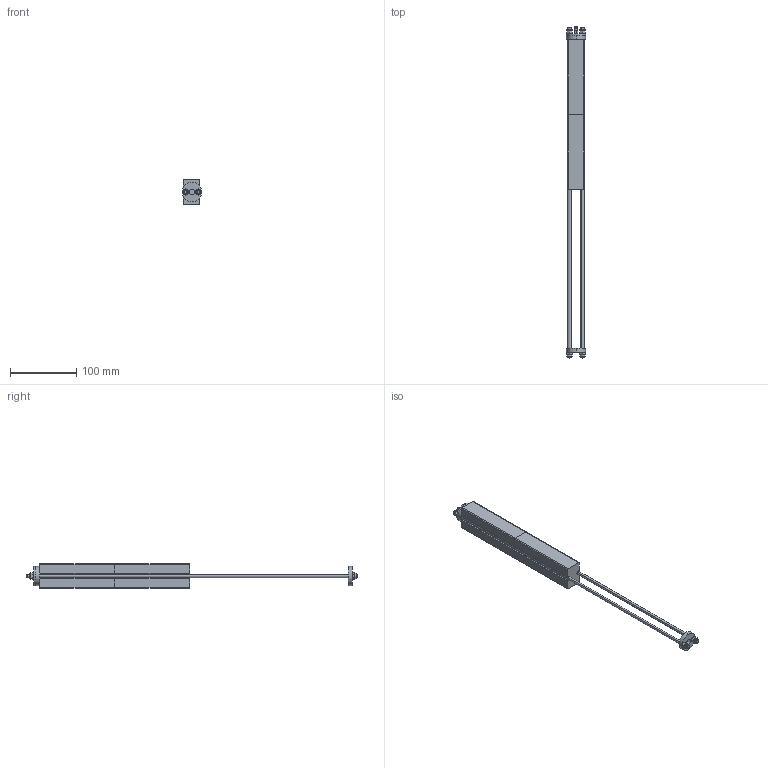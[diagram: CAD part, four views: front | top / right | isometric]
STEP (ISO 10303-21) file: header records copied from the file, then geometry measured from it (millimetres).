
FILE_DESCRIPTION (( 'STEP AP203' ), '1' );
FILE_NAME ('084.521.007.STEP', '2016-06-01T09:33:58', ( 'Utente' ), ( '' ), 'SwSTEP 2.0', 'SolidWorks 2016', '' );
FILE_SCHEMA (( 'CONFIG_CONTROL_DESIGN' ));
Length unit declared in the file: millimetre
Products named in the file (7): 084.521.005; 084.521.102; 084.521.112; ISO 7040-M5-C_ISO 7040-M5-C; 084.521.101; 084.521.007; 084.521.103
Assembly tree (12 placements, depth 2):
  084.521.007
    084.521.101
    084.521.103  x2
    084.521.005  x2
    084.521.102
    084.521.112  x2
    ISO 7040-M5-C_ISO 7040-M5-C  x4
Bounding box: 29 x 502.5 x 37 mm (x, y, z)
Volume: 227130.8 mm3; surface area: 57647.6 mm2
Topology: 12 solids, 12 shells, 404 faces, 868 edges, 492 vertices
Faces by surface type: cone 176, cylinder 147, plane 73, torus 8
Entity records: 4858 total; most frequent: CARTESIAN_POINT 860, DIRECTION 715, ORIENTED_EDGE 602, EDGE_CURVE 301, AXIS2_PLACEMENT_3D 293, VERTEX_POINT 178, EDGE_LOOP 153, CIRCLE 142
